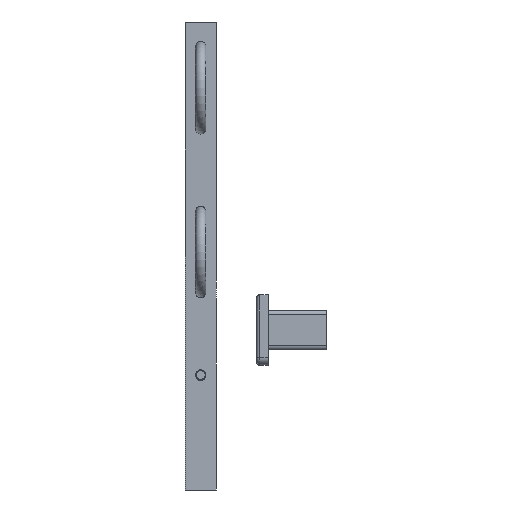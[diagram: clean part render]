
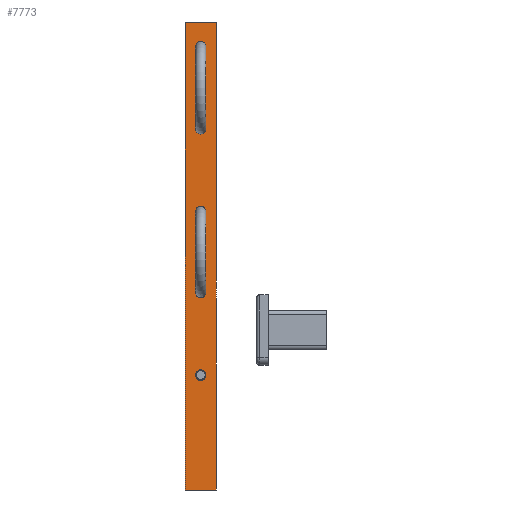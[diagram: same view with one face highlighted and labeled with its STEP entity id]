
A CAD part, left-side view. The second image highlights one B-rep face of the part: STEP entity #7773.
In plain terms, the highlighted planar face has unit normal (-1, 0, 0).
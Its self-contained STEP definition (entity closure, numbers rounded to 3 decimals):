
#230=FACE_BOUND('',#1485,.T.);
#231=FACE_BOUND('',#1486,.T.);
#232=FACE_BOUND('',#1487,.T.);
#233=FACE_BOUND('',#1488,.T.);
#234=FACE_BOUND('',#1489,.T.);
#479=PLANE('',#8550);
#897=FACE_OUTER_BOUND('',#1484,.T.);
#1484=EDGE_LOOP('',(#7019,#7020,#7021,#7022));
#1485=EDGE_LOOP('',(#7023));
#1486=EDGE_LOOP('',(#7024));
#1487=EDGE_LOOP('',(#7025));
#1488=EDGE_LOOP('',(#7026));
#1489=EDGE_LOOP('',(#7027));
#1759=CIRCLE('',#8151,1.25);
#1763=CIRCLE('',#8157,1.25);
#1767=CIRCLE('',#8163,1.25);
#1769=CIRCLE('',#8166,1.25);
#1773=CIRCLE('',#8173,1.25);
#2617=LINE('',#12992,#3302);
#2618=LINE('',#12995,#3303);
#2619=LINE('',#12997,#3304);
#2620=LINE('',#12998,#3305);
#3302=VECTOR('',#10703,10.);
#3303=VECTOR('',#10706,10.);
#3304=VECTOR('',#10707,10.);
#3305=VECTOR('',#10708,10.);
#3504=VERTEX_POINT('',#11493);
#3510=VERTEX_POINT('',#11509);
#3516=VERTEX_POINT('',#11525);
#3519=VERTEX_POINT('',#11534);
#3524=VERTEX_POINT('',#11548);
#3985=VERTEX_POINT('',#12988);
#3986=VERTEX_POINT('',#12990);
#3987=VERTEX_POINT('',#12994);
#3988=VERTEX_POINT('',#12996);
#4311=EDGE_CURVE('',#3504,#3504,#1759,.T.);
#4319=EDGE_CURVE('',#3510,#3510,#1763,.T.);
#4327=EDGE_CURVE('',#3516,#3516,#1767,.T.);
#4332=EDGE_CURVE('',#3519,#3519,#1769,.T.);
#4338=EDGE_CURVE('',#3524,#3524,#1773,.T.);
#5034=EDGE_CURVE('',#3985,#3986,#2617,.T.);
#5035=EDGE_CURVE('',#3987,#3985,#2618,.T.);
#5036=EDGE_CURVE('',#3988,#3986,#2619,.T.);
#5037=EDGE_CURVE('',#3987,#3988,#2620,.T.);
#7019=ORIENTED_EDGE('',*,*,#5035,.T.);
#7020=ORIENTED_EDGE('',*,*,#5034,.T.);
#7021=ORIENTED_EDGE('',*,*,#5036,.F.);
#7022=ORIENTED_EDGE('',*,*,#5037,.F.);
#7023=ORIENTED_EDGE('',*,*,#4311,.T.);
#7024=ORIENTED_EDGE('',*,*,#4319,.T.);
#7025=ORIENTED_EDGE('',*,*,#4327,.T.);
#7026=ORIENTED_EDGE('',*,*,#4332,.T.);
#7027=ORIENTED_EDGE('',*,*,#4338,.T.);
#7773=ADVANCED_FACE('',(#897,#230,#231,#232,#233,#234),#479,.T.);
#8151=AXIS2_PLACEMENT_3D('',#11494,#9318,#9319);
#8157=AXIS2_PLACEMENT_3D('',#11510,#9334,#9335);
#8163=AXIS2_PLACEMENT_3D('',#11526,#9350,#9351);
#8166=AXIS2_PLACEMENT_3D('',#11535,#9359,#9360);
#8173=AXIS2_PLACEMENT_3D('',#11549,#9375,#9376);
#8550=AXIS2_PLACEMENT_3D('',#12993,#10704,#10705);
#9318=DIRECTION('center_axis',(1.,0.,0.));
#9319=DIRECTION('ref_axis',(0.,0.,1.));
#9334=DIRECTION('center_axis',(1.,0.,0.));
#9335=DIRECTION('ref_axis',(0.,0.,1.));
#9350=DIRECTION('center_axis',(1.,0.,0.));
#9351=DIRECTION('ref_axis',(0.,0.,1.));
#9359=DIRECTION('center_axis',(1.,0.,0.));
#9360=DIRECTION('ref_axis',(0.,0.,1.));
#9375=DIRECTION('center_axis',(1.,0.,0.));
#9376=DIRECTION('ref_axis',(0.,0.,1.));
#10703=DIRECTION('',(0.,1.,0.));
#10704=DIRECTION('center_axis',(-1.,0.,0.));
#10705=DIRECTION('ref_axis',(0.,0.,1.));
#10706=DIRECTION('',(0.,0.,1.));
#10707=DIRECTION('',(0.,0.,1.));
#10708=DIRECTION('',(0.,1.,0.));
#11493=CARTESIAN_POINT('',(19.493,4.,-37.395));
#11494=CARTESIAN_POINT('Origin',(19.493,4.,-36.145));
#11509=CARTESIAN_POINT('',(19.493,4.,-58.395));
#11510=CARTESIAN_POINT('Origin',(19.493,4.,-57.145));
#11525=CARTESIAN_POINT('',(19.493,4.,-16.395));
#11526=CARTESIAN_POINT('Origin',(19.493,4.,-15.145));
#11534=CARTESIAN_POINT('',(19.493,4.,-79.395));
#11535=CARTESIAN_POINT('Origin',(19.493,4.,-78.145));
#11548=CARTESIAN_POINT('',(19.493,4.,4.605));
#11549=CARTESIAN_POINT('Origin',(19.493,4.,5.855));
#12988=CARTESIAN_POINT('',(19.493,0.,12.33));
#12990=CARTESIAN_POINT('',(19.493,8.,12.33));
#12992=CARTESIAN_POINT('',(19.493,0.,12.33));
#12993=CARTESIAN_POINT('Origin',(19.493,0.,-107.67));
#12994=CARTESIAN_POINT('',(19.493,0.,-107.67));
#12995=CARTESIAN_POINT('',(19.493,0.,-107.67));
#12996=CARTESIAN_POINT('',(19.493,8.,-107.67));
#12997=CARTESIAN_POINT('',(19.493,8.,-107.67));
#12998=CARTESIAN_POINT('',(19.493,0.,-107.67));
